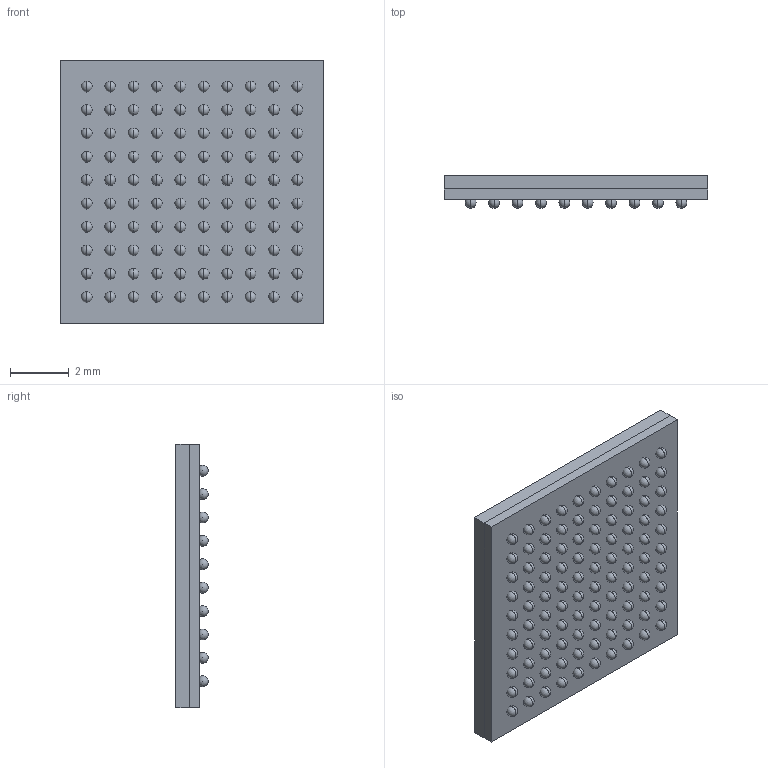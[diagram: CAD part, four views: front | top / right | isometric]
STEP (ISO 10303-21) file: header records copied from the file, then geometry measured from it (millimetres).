
FILE_DESCRIPTION (( 'STEP AP214' ), '1' );
FILE_NAME ( 'BGA_100_CP80_10X10_900X900X110B40L.STEP', '2018-12-23T20:50:54', ( '' ), ( '' ), 'Part was generated with the free Library Expert Lite available at www.PCBLibraries.com. Removing line will violate the End User License Agreement.', '©2017 PCB Libraries, Inc.', '' );
FILE_SCHEMA (( 'AUTOMOTIVE_DESIGN' ));
Length unit declared in the file: millimetre
Products named in the file (1): BGA_100_CP80_10X10_900X900X110B40L
Bounding box: 9 x 1.1 x 9 mm (x, y, z)
Volume: 67.7 mm3; surface area: 396 mm2
Topology: 102 solids, 102 shells, 215 faces, 730 edges, 520 vertices
Faces by surface type: sphere 200, plane 13, torus 2
Entity records: 5882 total; most frequent: DIRECTION 868, CARTESIAN_POINT 666, ORIENTED_EDGE 460, AXIS2_PLACEMENT_3D 422, STYLED_ITEM 318, PRESENTATION_LAYER_ASSIGNMENT 318, MECHANICAL_DESIGN_GEOMETRIC_PRESENTATION_REPRESENTATION 318, EDGE_CURVE 230
